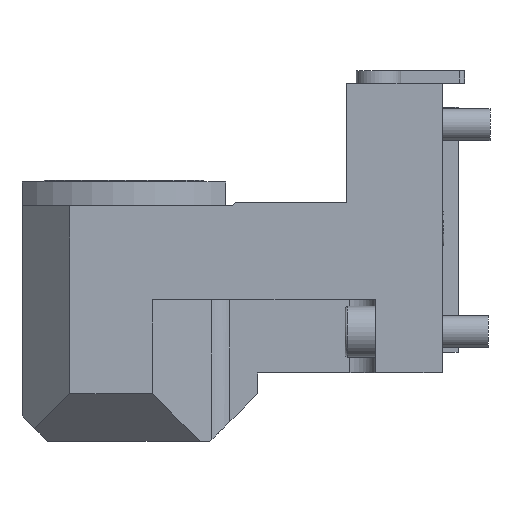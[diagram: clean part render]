
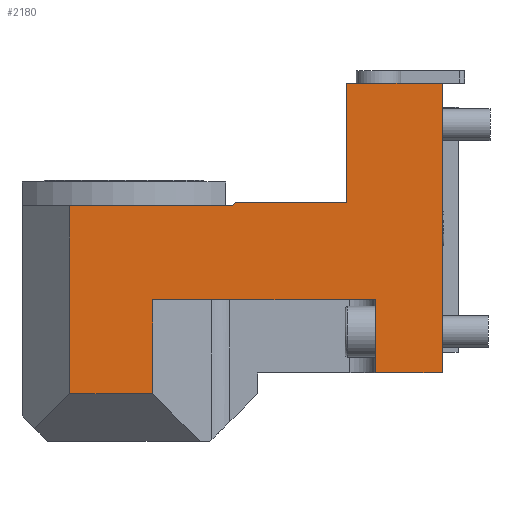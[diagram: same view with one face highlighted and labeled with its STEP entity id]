
A CAD part, front view. The second image highlights one B-rep face of the part: STEP entity #2180.
In plain terms, the highlighted planar face has unit normal (0, -1, 0).
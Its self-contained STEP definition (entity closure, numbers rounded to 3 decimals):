
#127=DIRECTION('',(-1.,0.,0.));
#128=VECTOR('',#127,26.);
#129=CARTESIAN_POINT('',(-91.,-42.,-52.));
#130=LINE('',#129,#128);
#131=DIRECTION('',(0.,0.,1.));
#132=VECTOR('',#131,59.);
#133=CARTESIAN_POINT('',(-117.,-42.,-52.));
#134=LINE('',#133,#132);
#135=DIRECTION('',(1.,0.,0.));
#136=VECTOR('',#135,51.);
#137=CARTESIAN_POINT('',(-117.,-42.,7.));
#138=LINE('',#137,#136);
#139=DIRECTION('',(-0.707,0.,-0.707));
#140=VECTOR('',#139,1.414);
#141=CARTESIAN_POINT('',(-65.,-42.,8.));
#142=LINE('',#141,#140);
#143=DIRECTION('',(1.,0.,0.));
#144=VECTOR('',#143,35.);
#145=CARTESIAN_POINT('',(-65.,-42.,8.));
#146=LINE('',#145,#144);
#147=DIRECTION('',(0.,0.,-1.));
#148=VECTOR('',#147,37.5);
#149=CARTESIAN_POINT('',(-30.,-42.,45.5));
#150=LINE('',#149,#148);
#151=DIRECTION('',(-1.,0.,0.));
#152=VECTOR('',#151,21.);
#153=CARTESIAN_POINT('',(0.,-42.,-45.5));
#154=LINE('',#153,#152);
#155=DIRECTION('',(0.,0.,1.));
#156=VECTOR('',#155,23.);
#157=CARTESIAN_POINT('',(-21.,-42.,-45.5));
#158=LINE('',#157,#156);
#159=DIRECTION('',(-1.,0.,0.));
#160=VECTOR('',#159,70.);
#161=CARTESIAN_POINT('',(-21.,-42.,-22.5));
#162=LINE('',#161,#160);
#163=DIRECTION('',(0.,0.,1.));
#164=VECTOR('',#163,29.5);
#165=CARTESIAN_POINT('',(-91.,-42.,-52.));
#166=LINE('',#165,#164);
#923=DIRECTION('',(0.,0.,1.));
#924=VECTOR('',#923,91.);
#925=CARTESIAN_POINT('',(0.,-42.,-45.5));
#926=LINE('',#925,#924);
#1015=DIRECTION('',(1.,0.,0.));
#1016=VECTOR('',#1015,30.);
#1017=CARTESIAN_POINT('',(-30.,-42.,45.5));
#1018=LINE('',#1017,#1016);
#1505=CARTESIAN_POINT('',(-30.,-42.,45.5));
#1507=VERTEX_POINT('',#1505);
#1509=CARTESIAN_POINT('',(-30.,-42.,8.));
#1511=VERTEX_POINT('',#1509);
#1515=CARTESIAN_POINT('',(0.,-42.,45.5));
#1516=VERTEX_POINT('',#1515);
#1535=CARTESIAN_POINT('',(-21.,-42.,-22.5));
#1536=CARTESIAN_POINT('',(-91.,-42.,-22.5));
#1537=VERTEX_POINT('',#1535);
#1538=VERTEX_POINT('',#1536);
#1539=CARTESIAN_POINT('',(-21.,-42.,-45.5));
#1540=VERTEX_POINT('',#1539);
#1549=CARTESIAN_POINT('',(0.,-42.,-45.5));
#1551=VERTEX_POINT('',#1549);
#1579=CARTESIAN_POINT('',(-117.,-42.,-52.));
#1580=VERTEX_POINT('',#1579);
#1581=CARTESIAN_POINT('',(-91.,-42.,-52.));
#1582=VERTEX_POINT('',#1581);
#1634=CARTESIAN_POINT('',(-117.,-42.,7.));
#1636=VERTEX_POINT('',#1634);
#1637=CARTESIAN_POINT('',(-65.,-42.,8.));
#1638=CARTESIAN_POINT('',(-66.,-42.,7.));
#1639=VERTEX_POINT('',#1637);
#1640=VERTEX_POINT('',#1638);
#2152=CARTESIAN_POINT('',(-117.,-42.,-67.));
#2153=DIRECTION('',(0.,-1.,0.));
#2154=DIRECTION('',(1.,0.,0.));
#2155=AXIS2_PLACEMENT_3D('',#2152,#2153,#2154);
#2156=PLANE('',#2155);
#2157=ORIENTED_EDGE('',*,*,#2000,.T.);
#2159=ORIENTED_EDGE('',*,*,#2158,.T.);
#2161=ORIENTED_EDGE('',*,*,#2160,.T.);
#2163=ORIENTED_EDGE('',*,*,#2162,.F.);
#2165=ORIENTED_EDGE('',*,*,#2164,.T.);
#2167=ORIENTED_EDGE('',*,*,#2166,.F.);
#2169=ORIENTED_EDGE('',*,*,#2168,.T.);
#2171=ORIENTED_EDGE('',*,*,#2170,.F.);
#2173=ORIENTED_EDGE('',*,*,#2172,.T.);
#2175=ORIENTED_EDGE('',*,*,#2174,.T.);
#2176=ORIENTED_EDGE('',*,*,#2140,.T.);
#2177=ORIENTED_EDGE('',*,*,#1982,.F.);
#2178=EDGE_LOOP('',(#2157,#2159,#2161,#2163,#2165,#2167,#2169,#2171,#2173,#2175,
#2176,#2177));
#2179=FACE_OUTER_BOUND('',#2178,.F.);
#2180=ADVANCED_FACE('',(#2179),#2156,.T.);
#1982=EDGE_CURVE('',#1582,#1538,#166,.T.);
#2000=EDGE_CURVE('',#1582,#1580,#130,.T.);
#2140=EDGE_CURVE('',#1537,#1538,#162,.T.);
#2158=EDGE_CURVE('',#1580,#1636,#134,.T.);
#2160=EDGE_CURVE('',#1636,#1640,#138,.T.);
#2162=EDGE_CURVE('',#1639,#1640,#142,.T.);
#2164=EDGE_CURVE('',#1639,#1511,#146,.T.);
#2166=EDGE_CURVE('',#1507,#1511,#150,.T.);
#2168=EDGE_CURVE('',#1507,#1516,#1018,.T.);
#2170=EDGE_CURVE('',#1551,#1516,#926,.T.);
#2172=EDGE_CURVE('',#1551,#1540,#154,.T.);
#2174=EDGE_CURVE('',#1540,#1537,#158,.T.);
